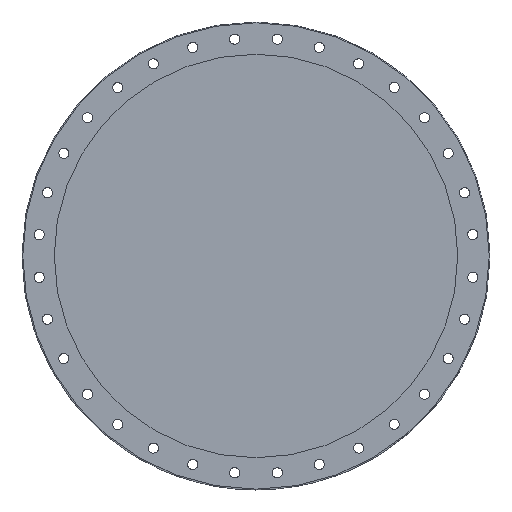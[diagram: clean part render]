
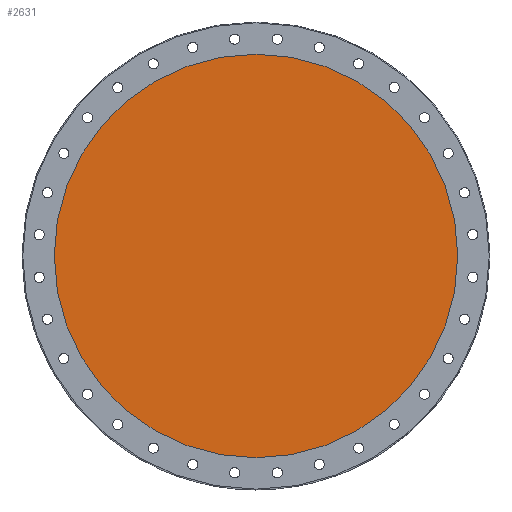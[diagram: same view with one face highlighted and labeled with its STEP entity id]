
A CAD part, top view. The second image highlights one B-rep face of the part: STEP entity #2631.
In plain terms, the highlighted face is planar.
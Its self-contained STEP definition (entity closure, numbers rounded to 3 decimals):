
#2591=CARTESIAN_POINT('',(136.0,0.,0.0));
#2592=VERTEX_POINT('',#2591);
#2593=CARTESIAN_POINT('',(0.0,0.0,0.0));
#2594=DIRECTION('',(0.0,0.0,1.0));
#2595=DIRECTION('',(-1.0,0.0,0.0));
#2596=AXIS2_PLACEMENT_3D('',#2593,#2594,#2595);
#2597=CIRCLE('',#2596,136.0);
#2598=EDGE_CURVE('',#2592,#2592,#2597,.T.);
#2623=CARTESIAN_POINT('',(0.0,0.0,0.0));
#2624=DIRECTION('',(0.0,0.0,-1.0));
#2625=DIRECTION('',(-1.0,0.0,0.0));
#2626=AXIS2_PLACEMENT_3D('',#2623,#2624,#2625);
#2627=PLANE('',#2626);
#2628=ORIENTED_EDGE('',*,*,#2598,.F.);
#2629=EDGE_LOOP('',(#2628));
#2630=FACE_OUTER_BOUND('',#2629,.T.);
#2631=ADVANCED_FACE('',(#2630),#2627,.T.);
